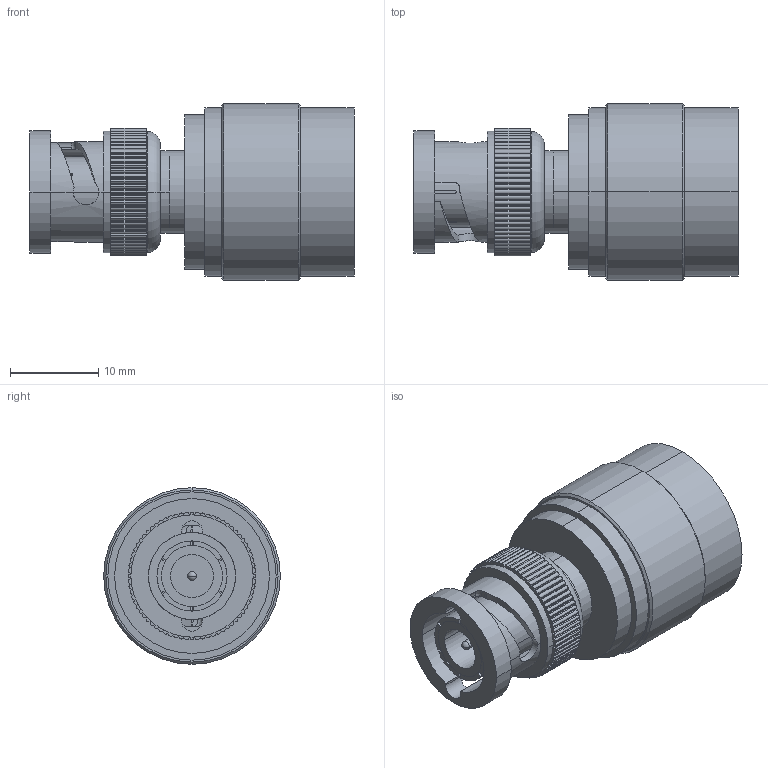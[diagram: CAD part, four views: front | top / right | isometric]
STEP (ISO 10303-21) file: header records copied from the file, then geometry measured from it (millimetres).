
FILE_DESCRIPTION (( 'STEP AP214' ), '1' );
FILE_NAME ('BN107.STEP', '2006-08-01T17:56:03', ( 'L-COM' ), ( 'L-COM' ), 'SwSTEP 2.0', 'SolidWorks 2006004', '' );
FILE_SCHEMA (( 'AUTOMOTIVE_DESIGN' ));
Length unit declared in the file: inch
Products named in the file (3): BN107; 3AB03-002_with flange
Assembly tree (2 placements, depth 2):
  BN107
    3AB03-002_with flange
    BN107
Bounding box: 36.7 x 19.99 x 19.99 mm (x, y, z)
Volume: 5417.4 mm3; surface area: 4924.2 mm2
Topology: 2 solids, 2 shells, 435 faces, 1188 edges, 767 vertices
Faces by surface type: plane 199, cylinder 186, cone 38, bspline 8, torus 2, sphere 2
Entity records: 15796 total; most frequent: CARTESIAN_POINT 3667, ORIENTED_EDGE 2368, DIRECTION 2350, EDGE_CURVE 1184, AXIS2_PLACEMENT_3D 808, VERTEX_POINT 765, VECTOR 734, LINE 734
